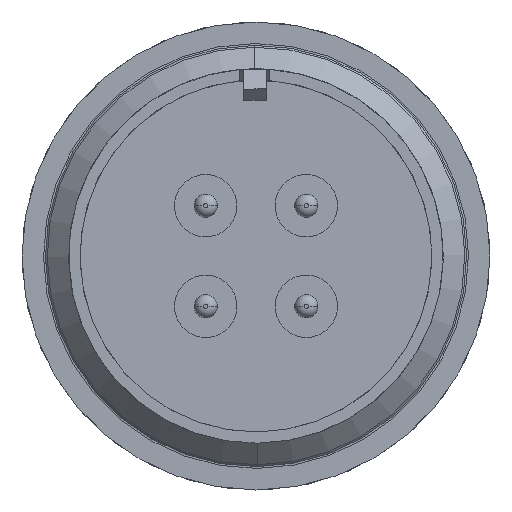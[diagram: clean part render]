
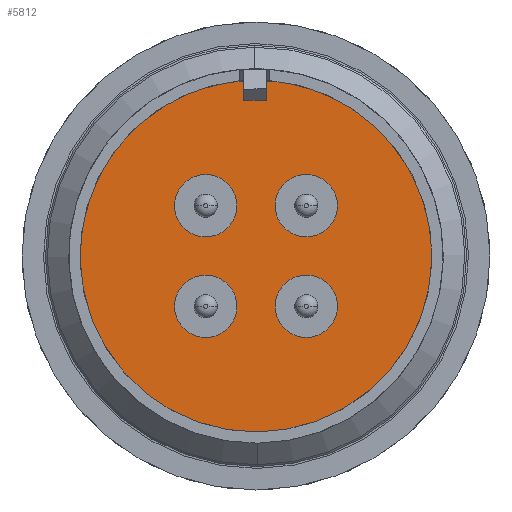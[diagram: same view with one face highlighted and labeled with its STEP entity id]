
A CAD part, front view. The second image highlights one B-rep face of the part: STEP entity #5812.
In plain terms, the highlighted planar face has unit normal (0, -1, 0).
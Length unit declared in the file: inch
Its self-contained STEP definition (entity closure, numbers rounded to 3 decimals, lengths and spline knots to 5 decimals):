
#193 = AXIS2_PLACEMENT_3D ( 'NONE', #4941, #4945, #4946 ) ;
#296 = EDGE_CURVE ( 'NONE', #2337, #2319, #1202, .T. ) ;
#299 = EDGE_CURVE ( 'NONE', #2328, #2187, #1173, .T. ) ;
#312 = EDGE_CURVE ( 'NONE', #2108, #2361, #1115, .T. ) ;
#314 = EDGE_CURVE ( 'NONE', #2199, #2149, #1184, .T. ) ;
#315 = EDGE_CURVE ( 'NONE', #2180, #2210, #1167, .T. ) ;
#319 = EDGE_CURVE ( 'NONE', #2149, #2199, #1175, .T. ) ;
#336 = EDGE_CURVE ( 'NONE', #2187, #2328, #1093, .T. ) ;
#350 = EDGE_CURVE ( 'NONE', #2361, #2108, #1149, .T. ) ;
#402 = EDGE_CURVE ( 'NONE', #2319, #2337, #1282, .T. ) ;
#535 = EDGE_CURVE ( 'NONE', #2210, #2180, #1502, .T. ) ;
#819 = DIRECTION ( 'NONE',  ( -1., 0., 0. ) ) ;
#820 = DIRECTION ( 'NONE',  ( 0., -1., 0. ) ) ;
#821 = CARTESIAN_POINT ( 'NONE',  ( -0.02274, 0.39565, -0.26899 ) ) ;
#1079 = AXIS2_PLACEMENT_3D ( 'NONE', #3020, #3011, #3019 ) ;
#1093 = CIRCLE ( 'NONE', #1163, 0.48 ) ;
#1101 = AXIS2_PLACEMENT_3D ( 'NONE', #3033, #3034, #3035 ) ;
#1105 = AXIS2_PLACEMENT_3D ( 'NONE', #3128, #3129, #3130 ) ;
#1115 = CIRCLE ( 'NONE', #1147, 0.08325 ) ;
#1147 = AXIS2_PLACEMENT_3D ( 'NONE', #1994, #1993, #1991 ) ;
#1149 = CIRCLE ( 'NONE', #1105, 0.08325 ) ;
#1163 = AXIS2_PLACEMENT_3D ( 'NONE', #3088, #3089, #3090 ) ;
#1167 = CIRCLE ( 'NONE', #1079, 0.08325 ) ;
#1173 = CIRCLE ( 'NONE', #1205, 0.48 ) ;
#1174 = AXIS2_PLACEMENT_3D ( 'NONE', #2054, #2053, #2052 ) ;
#1175 = CIRCLE ( 'NONE', #1101, 0.08325 ) ;
#1184 = CIRCLE ( 'NONE', #1197, 0.08325 ) ;
#1197 = AXIS2_PLACEMENT_3D ( 'NONE', #1985, #2839, #2840 ) ;
#1202 = CIRCLE ( 'NONE', #1174, 0.08325 ) ;
#1205 = AXIS2_PLACEMENT_3D ( 'NONE', #2043, #2042, #2041 ) ;
#1282 = CIRCLE ( 'NONE', #1285, 0.08325 ) ;
#1285 = AXIS2_PLACEMENT_3D ( 'NONE', #821, #820, #819 ) ;
#1502 = CIRCLE ( 'NONE', #1505, 0.08325 ) ;
#1505 = AXIS2_PLACEMENT_3D ( 'NONE', #5953, #5952, #5951 ) ;
#1985 = CARTESIAN_POINT ( 'NONE',  ( -0.2913, 0.39565, -0.53783 ) ) ;
#1991 = DIRECTION ( 'NONE',  ( -1., 0., 0. ) ) ;
#1993 = DIRECTION ( 'NONE',  ( 0., -1., 0. ) ) ;
#1994 = CARTESIAN_POINT ( 'NONE',  ( -0.29144, 0.39565, -0.26913 ) ) ;
#2041 = DIRECTION ( 'NONE',  ( -1., 0., 0. ) ) ;
#2042 = DIRECTION ( 'NONE',  ( 0., -1., 0. ) ) ;
#2043 = CARTESIAN_POINT ( 'NONE',  ( -0.15702, 0.39565, -0.40341 ) ) ;
#2052 = DIRECTION ( 'NONE',  ( -1., 0., 0. ) ) ;
#2053 = DIRECTION ( 'NONE',  ( 0., -1., 0. ) ) ;
#2054 = CARTESIAN_POINT ( 'NONE',  ( -0.02274, 0.39565, -0.26899 ) ) ;
#2108 = VERTEX_POINT ( 'NONE', #3499 ) ;
#2149 = VERTEX_POINT ( 'NONE', #3540 ) ;
#2180 = VERTEX_POINT ( 'NONE', #3570 ) ;
#2187 = VERTEX_POINT ( 'NONE', #3577 ) ;
#2199 = VERTEX_POINT ( 'NONE', #3589 ) ;
#2210 = VERTEX_POINT ( 'NONE', #3600 ) ;
#2319 = VERTEX_POINT ( 'NONE', #3729 ) ;
#2328 = VERTEX_POINT ( 'NONE', #3741 ) ;
#2337 = VERTEX_POINT ( 'NONE', #3752 ) ;
#2361 = VERTEX_POINT ( 'NONE', #3784 ) ;
#2481 = EDGE_LOOP ( 'NONE', ( #2998, #5554 ) ) ;
#2482 = EDGE_LOOP ( 'NONE', ( #5391, #5168 ) ) ;
#2483 = EDGE_LOOP ( 'NONE', ( #5533, #3003 ) ) ;
#2484 = EDGE_LOOP ( 'NONE', ( #5571, #5140 ) ) ;
#2486 = EDGE_LOOP ( 'NONE', ( #5238, #5288 ) ) ;
#2839 = DIRECTION ( 'NONE',  ( 0., -1., 0. ) ) ;
#2840 = DIRECTION ( 'NONE',  ( -1., 0., 0. ) ) ;
#2998 = ORIENTED_EDGE ( 'NONE', *, *, #336, .T. ) ;
#3003 = ORIENTED_EDGE ( 'NONE', *, *, #314, .F. ) ;
#3011 = DIRECTION ( 'NONE',  ( 0., -1., 0. ) ) ;
#3019 = DIRECTION ( 'NONE',  ( -1., 0., 0. ) ) ;
#3020 = CARTESIAN_POINT ( 'NONE',  ( -0.0226, 0.39565, -0.53769 ) ) ;
#3033 = CARTESIAN_POINT ( 'NONE',  ( -0.2913, 0.39565, -0.53783 ) ) ;
#3034 = DIRECTION ( 'NONE',  ( 0., -1., 0. ) ) ;
#3035 = DIRECTION ( 'NONE',  ( -1., 0., 0. ) ) ;
#3088 = CARTESIAN_POINT ( 'NONE',  ( -0.15702, 0.39565, -0.40341 ) ) ;
#3089 = DIRECTION ( 'NONE',  ( 0., -1., 0. ) ) ;
#3090 = DIRECTION ( 'NONE',  ( -1., 0., 0. ) ) ;
#3128 = CARTESIAN_POINT ( 'NONE',  ( -0.29144, 0.39565, -0.26913 ) ) ;
#3129 = DIRECTION ( 'NONE',  ( 0., -1., 0. ) ) ;
#3130 = DIRECTION ( 'NONE',  ( -1., 0., 0. ) ) ;
#3499 = CARTESIAN_POINT ( 'NONE',  ( -0.20964, 0.39565, -0.28462 ) ) ;
#3540 = CARTESIAN_POINT ( 'NONE',  ( -0.3731, 0.39565, -0.52234 ) ) ;
#3570 = CARTESIAN_POINT ( 'NONE',  ( 0.0592, 0.39565, -0.55318 ) ) ;
#3577 = CARTESIAN_POINT ( 'NONE',  ( -0.15702, 0.39565, 0.07659 ) ) ;
#3589 = CARTESIAN_POINT ( 'NONE',  ( -0.2095, 0.39565, -0.55332 ) ) ;
#3600 = CARTESIAN_POINT ( 'NONE',  ( -0.1044, 0.39565, -0.52221 ) ) ;
#3729 = CARTESIAN_POINT ( 'NONE',  ( -0.10453, 0.39565, -0.2535 ) ) ;
#3741 = CARTESIAN_POINT ( 'NONE',  ( -0.15702, 0.39565, -0.88341 ) ) ;
#3752 = CARTESIAN_POINT ( 'NONE',  ( 0.05906, 0.39565, -0.28448 ) ) ;
#3784 = CARTESIAN_POINT ( 'NONE',  ( -0.37323, 0.39565, -0.25364 ) ) ;
#4934 = PLANE ( 'NONE',  #193 ) ;
#4937 = FACE_BOUND ( 'NONE', #2483, .T. ) ;
#4938 = FACE_BOUND ( 'NONE', #2484, .T. ) ;
#4940 = FACE_BOUND ( 'NONE', #2482, .T. ) ;
#4941 = CARTESIAN_POINT ( 'NONE',  ( -0.15702, 0.39565, -0.40341 ) ) ;
#4942 = FACE_OUTER_BOUND ( 'NONE', #2481, .T. ) ;
#4944 = FACE_BOUND ( 'NONE', #2486, .T. ) ;
#4945 = DIRECTION ( 'NONE',  ( 0., 1., 0. ) ) ;
#4946 = DIRECTION ( 'NONE',  ( 0.707, 0., 0.707 ) ) ;
#5140 = ORIENTED_EDGE ( 'NONE', *, *, #315, .F. ) ;
#5168 = ORIENTED_EDGE ( 'NONE', *, *, #312, .F. ) ;
#5238 = ORIENTED_EDGE ( 'NONE', *, *, #402, .F. ) ;
#5288 = ORIENTED_EDGE ( 'NONE', *, *, #296, .F. ) ;
#5391 = ORIENTED_EDGE ( 'NONE', *, *, #350, .F. ) ;
#5533 = ORIENTED_EDGE ( 'NONE', *, *, #319, .F. ) ;
#5554 = ORIENTED_EDGE ( 'NONE', *, *, #299, .T. ) ;
#5571 = ORIENTED_EDGE ( 'NONE', *, *, #535, .F. ) ;
#5812 = ADVANCED_FACE ( 'NONE', ( #4938, #4940, #4942, #4944, #4937 ), #4934, .F. ) ;
#5951 = DIRECTION ( 'NONE',  ( -1., 0., 0. ) ) ;
#5952 = DIRECTION ( 'NONE',  ( 0., -1., 0. ) ) ;
#5953 = CARTESIAN_POINT ( 'NONE',  ( -0.0226, 0.39565, -0.53769 ) ) ;
